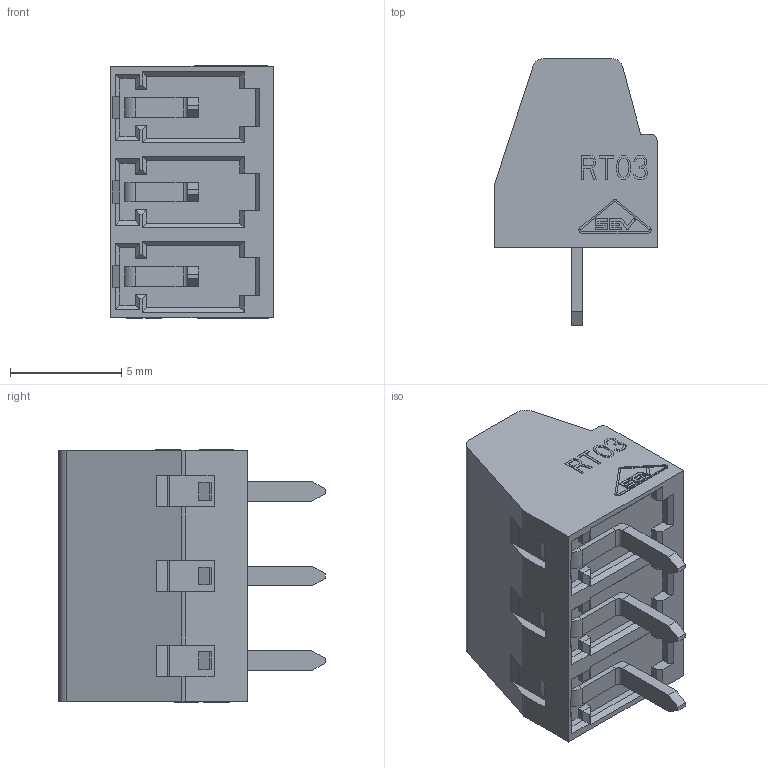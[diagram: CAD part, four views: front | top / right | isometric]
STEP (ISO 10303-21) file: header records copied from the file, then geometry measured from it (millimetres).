
FILE_DESCRIPTION((''),'2;1');
FILE_NAME('31086103_SW0001','2023-10-26T07:12:10',('antonh'),(''),'CREO PARAMETRIC BY PTC INC, 2022014','CREO PARAMETRIC BY PTC INC, 2022014','');
FILE_SCHEMA(('CONFIG_CONTROL_DESIGN'));
Length unit declared in the file: millimetre
Products named in the file (1): 31086103_SW0001
Bounding box: 7.3 x 12 x 11.38 mm (x, y, z)
Volume: 550.5 mm3; surface area: 582 mm2
Topology: 1 solids, 1 shells, 817 faces, 2208 edges, 1435 vertices
Faces by surface type: plane 719, cylinder 72, cone 18, torus 6, sphere 2
Entity records: 25691 total; most frequent: CARTESIAN_POINT 5310, ORIENTED_EDGE 4412, DIRECTION 3856, EDGE_CURVE 2206, VECTOR 1872, LINE 1872, VERTEX_POINT 1435, AXIS2_PLACEMENT_3D 992
